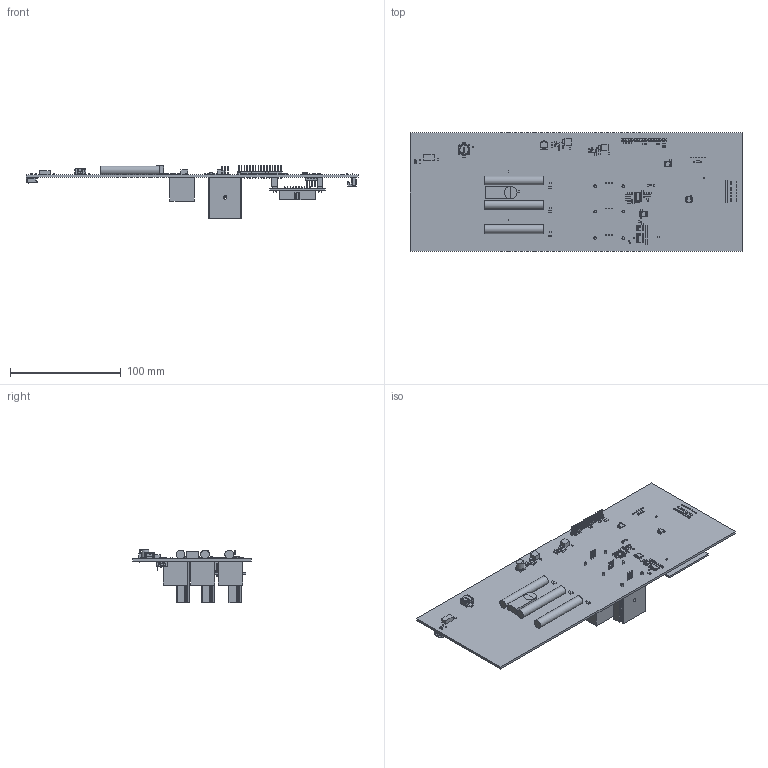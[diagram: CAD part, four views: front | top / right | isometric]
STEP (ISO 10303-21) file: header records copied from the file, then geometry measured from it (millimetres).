
FILE_DESCRIPTION(('Open CASCADE Model'),'2;1');
FILE_NAME('Open CASCADE Shape Model','2017-05-22T16:32:15',('Author'),( 'Open CASCADE'),'Open CASCADE STEP processor 6.8','Open CASCADE 6.8' ,'Unknown');
FILE_SCHEMA(('AUTOMOTIVE_DESIGN { 1 0 10303 214 1 1 1 1 }'));
Length unit declared in the file: millimetre
Products named in the file (258): PCB; Board; R39; 886398984; Extruded; R38; 886399664; R36; R35; U3; SOIC-8akaD0008AakaM08A; M08A_ASM_82_ASM; BODY_M08A_35; LEAD_M08A_57; TIEBAR_M08A_2_ASM; MANIFOLD_SOLID_BREP_2784; MANIFOLD_SOLID_BREP_2935; MANIFOLD_SOLID_BREP_3086; MANIFOLD_SOLID_BREP_3237; D12; 886399528; D11; D10; C59; 886399120; X5; 61301611121; 6130xx11121_PIN; X4; 022182081; Open CASCADE STEP translator 6.8 2.12.1.1; Open CASCADE STEP translator 6.8 2.12.1.2; X3; 436500200; Open CASCADE STEP translator 6.8 2.13.1.1; Open CASCADE STEP translator 6.8 2.13.1.2; X2; 886400480; X1; U12 ...
Assembly tree (460 placements, depth 6):
  PCB
    Board
    R39
      886398984
        Extruded
    R38
      886399664
        Extruded
    R36
      886398984
        Extruded
    R35
      886399664
        Extruded
    U3
      SOIC-8akaD0008AakaM08A
        M08A_ASM_82_ASM
          BODY_M08A_35
          LEAD_M08A_57  x8
          TIEBAR_M08A_2_ASM
            MANIFOLD_SOLID_BREP_2784
            MANIFOLD_SOLID_BREP_2935
            MANIFOLD_SOLID_BREP_3086
            MANIFOLD_SOLID_BREP_3237
    D12
      886399528
        Extruded
    D11
      886399528
        Extruded
    D10
      886399528
        Extruded
    C59
      886399120
        Extruded
    X5
      61301611121
        6130xx11121_PIN  x16
        61301611121
    X4
      022182081
        Open CASCADE STEP translator 6.8 2.12.1.1
        Open CASCADE STEP translator 6.8 2.12.1.2
    X3
      436500200
        Open CASCADE STEP translator 6.8 2.13.1.1
        Open CASCADE STEP translator 6.8 2.13.1.2
    X2
      886400480
        Extruded
    X1
      886400480
        Extruded
    U12
      PW0014AakaMTC14
        BODY_MTC14
        LEAD_MTC14  x14
    U11
      61300611121
Bounding box: 300 x 107.5 x 48.22 mm (x, y, z)
Volume: 142092.1 mm3; surface area: 122811.4 mm2
Topology: 385 solids, 388 shells, 7519 faces, 17673 edges, 10958 vertices
Faces by surface type: plane 6049, cylinder 1081, torus 155, bspline 122, sphere 94, extrusion 16, cone 2
Full cylindrical faces by diameter (mm): 0.13 x206, 0.5 x1, 0.562 x1, 0.7 x1, 5.688 x1, 6.5 x1, 7.9 x3, 11.44 x1
Entity records: 186137 total; most frequent: CARTESIAN_POINT 46881, ORIENTED_EDGE 22619, DIRECTION 21932, EDGE_CURVE 11312, VECTOR 9472, LINE 9456, VERTEX_POINT 6917, AXIS2_PLACEMENT_3D 6230
